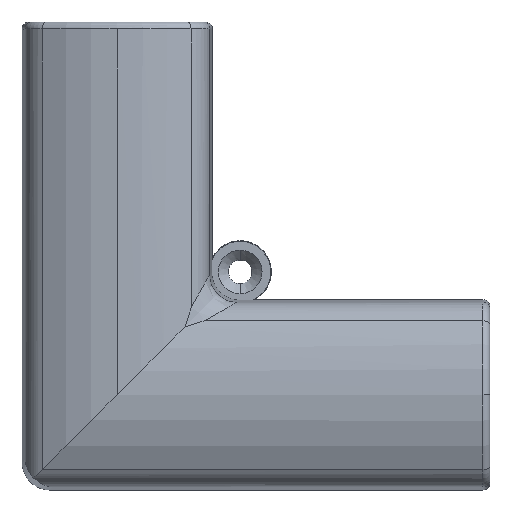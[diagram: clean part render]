
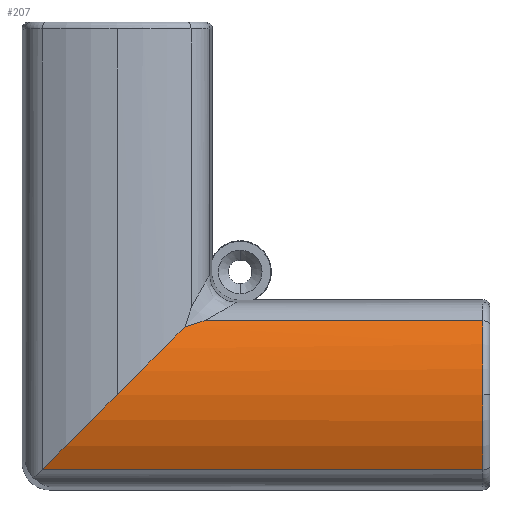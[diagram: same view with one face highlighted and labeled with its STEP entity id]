
A CAD part, top view. The second image highlights one B-rep face of the part: STEP entity #207.
In plain terms, the highlighted cylindrical face has radius 22.6 mm (diameter 45.2 mm), a partial arc.
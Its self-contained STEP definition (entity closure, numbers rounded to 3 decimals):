
#9 =( BOUNDED_CURVE ( )  B_SPLINE_CURVE ( 3, ( #2780, #2087, #1338, #914 ),
 .UNSPECIFIED., .F., .T. ) 
 B_SPLINE_CURVE_WITH_KNOTS ( ( 4, 4 ),
 ( 4.264, 4.712 ),
 .UNSPECIFIED. ) 
 CURVE ( )  GEOMETRIC_REPRESENTATION_ITEM ( )  RATIONAL_B_SPLINE_CURVE ( ( 1., 0.983, 0.983, 1. ) ) 
 REPRESENTATION_ITEM ( '' )  );
#32 = EDGE_LOOP ( 'NONE', ( #2754, #1983, #1350, #2577, #2797, #3055, #1434 ) ) ;
#79 = CARTESIAN_POINT ( 'NONE',  ( 39., 0., -3.8 ) ) ;
#93 = DIRECTION ( 'NONE',  ( 0., 0., 1. ) ) ;
#111 = CARTESIAN_POINT ( 'NONE',  ( -1.202, 10.632, 16.143 ) ) ;
#180 = CARTESIAN_POINT ( 'NONE',  ( -3.918, 9.798, 16.566 ) ) ;
#207 = ADVANCED_FACE ( 'NONE', ( #2262 ), #650, .T. ) ;
#218 = CARTESIAN_POINT ( 'NONE',  ( -13.716, 0., 18.8 ) ) ;
#245 = LINE ( 'NONE', #555, #1717 ) ;
#307 = DIRECTION ( 'NONE',  ( 0., 0., 1. ) ) ;
#381 = VERTEX_POINT ( 'NONE', #2644 ) ;
#455 = CARTESIAN_POINT ( 'NONE',  ( -30.275, 0., -3.8 ) ) ;
#496 = EDGE_CURVE ( 'NONE', #1294, #742, #9, .T. ) ;
#542 = CARTESIAN_POINT ( 'NONE',  ( -3.918, 9.798, 16.566 ) ) ;
#555 = CARTESIAN_POINT ( 'NONE',  ( -30.275, -10.791, 16.057 ) ) ;
#577 = DIRECTION ( 'NONE',  ( 1., 0., 0. ) ) ;
#650 = CYLINDRICAL_SURFACE ( 'NONE', #1102, 22.6 ) ;
#666 = B_SPLINE_CURVE_WITH_KNOTS ( 'NONE', 3,
 ( #111, #2481, #1297, #542 ),
 .UNSPECIFIED., .F., .F.,
 ( 4, 4 ),
 ( 0., 0.003 ),
 .UNSPECIFIED. ) ;
#675 = CIRCLE ( 'NONE', #1232, 22.6 ) ;
#742 = VERTEX_POINT ( 'NONE', #218 ) ;
#798 = CARTESIAN_POINT ( 'NONE',  ( 39., 0., -3.8 ) ) ;
#914 = CARTESIAN_POINT ( 'NONE',  ( -13.716, 0., 18.8 ) ) ;
#989 = VERTEX_POINT ( 'NONE', #1310 ) ;
#991 = DIRECTION ( 'NONE',  ( 1., 0., 0. ) ) ;
#1102 = AXIS2_PLACEMENT_3D ( 'NONE', #455, #2524, #1117 ) ;
#1117 = DIRECTION ( 'NONE',  ( 0., 1., 0. ) ) ;
#1140 = EDGE_CURVE ( 'NONE', #742, #2048, #2239, .T. ) ;
#1180 = CARTESIAN_POINT ( 'NONE',  ( -24.507, -10.791, 16.057 ) ) ;
#1232 = AXIS2_PLACEMENT_3D ( 'NONE', #798, #2213, #93 ) ;
#1240 = CARTESIAN_POINT ( 'NONE',  ( -24.507, -10.791, 16.057 ) ) ;
#1263 = EDGE_CURVE ( 'NONE', #381, #2196, #2884, .T. ) ;
#1294 = VERTEX_POINT ( 'NONE', #180 ) ;
#1297 = CARTESIAN_POINT ( 'NONE',  ( -3.011, 10.075, 16.433 ) ) ;
#1310 = CARTESIAN_POINT ( 'NONE',  ( 39., 0., 18.8 ) ) ;
#1338 = CARTESIAN_POINT ( 'NONE',  ( -10.309, 3.407, 18.8 ) ) ;
#1350 = ORIENTED_EDGE ( 'NONE', *, *, #496, .T. ) ;
#1361 = VERTEX_POINT ( 'NONE', #3003 ) ;
#1421 = CARTESIAN_POINT ( 'NONE',  ( -13.716, 0., 18.8 ) ) ;
#1434 = ORIENTED_EDGE ( 'NONE', *, *, #2335, .T. ) ;
#1486 = DIRECTION ( 'NONE',  ( -1., 0., 0. ) ) ;
#1717 = VECTOR ( 'NONE', #991, 1000. ) ;
#1866 = EDGE_CURVE ( 'NONE', #381, #1294, #666, .T. ) ;
#1983 = ORIENTED_EDGE ( 'NONE', *, *, #1866, .T. ) ;
#2038 = CARTESIAN_POINT ( 'NONE',  ( 39., 10.632, 16.143 ) ) ;
#2048 = VERTEX_POINT ( 'NONE', #1240 ) ;
#2087 = CARTESIAN_POINT ( 'NONE',  ( -6.988, 6.728, 18.043 ) ) ;
#2095 = CARTESIAN_POINT ( 'NONE',  ( -21.178, -7.462, 17.867 ) ) ;
#2113 = CIRCLE ( 'NONE', #2804, 22.6 ) ;
#2196 = VERTEX_POINT ( 'NONE', #2038 ) ;
#2213 = DIRECTION ( 'NONE',  ( -1., 0., 0. ) ) ;
#2239 =( BOUNDED_CURVE ( )  B_SPLINE_CURVE ( 3, ( #1421, #3038, #2095, #1180 ),
 .UNSPECIFIED., .F., .T. ) 
 B_SPLINE_CURVE_WITH_KNOTS ( ( 4, 4 ),
 ( 4.712, 5.21 ),
 .UNSPECIFIED. ) 
 CURVE ( )  GEOMETRIC_REPRESENTATION_ITEM ( )  RATIONAL_B_SPLINE_CURVE ( ( 1., 0.979, 0.979, 1. ) ) 
 REPRESENTATION_ITEM ( '' )  );
#2262 = FACE_OUTER_BOUND ( 'NONE', #32, .T. ) ;
#2335 = EDGE_CURVE ( 'NONE', #989, #2196, #675, .T. ) ;
#2481 = CARTESIAN_POINT ( 'NONE',  ( -2.104, 10.348, 16.295 ) ) ;
#2524 = DIRECTION ( 'NONE',  ( 1., 0., 0. ) ) ;
#2541 = VECTOR ( 'NONE', #577, 1000. ) ;
#2577 = ORIENTED_EDGE ( 'NONE', *, *, #1140, .T. ) ;
#2583 = EDGE_CURVE ( 'NONE', #2048, #1361, #245, .T. ) ;
#2587 = EDGE_CURVE ( 'NONE', #1361, #989, #2113, .T. ) ;
#2644 = CARTESIAN_POINT ( 'NONE',  ( -1.202, 10.632, 16.143 ) ) ;
#2688 = CARTESIAN_POINT ( 'NONE',  ( -30.275, 10.632, 16.143 ) ) ;
#2754 = ORIENTED_EDGE ( 'NONE', *, *, #1263, .F. ) ;
#2780 = CARTESIAN_POINT ( 'NONE',  ( -3.918, 9.798, 16.566 ) ) ;
#2797 = ORIENTED_EDGE ( 'NONE', *, *, #2583, .T. ) ;
#2804 = AXIS2_PLACEMENT_3D ( 'NONE', #79, #1486, #307 ) ;
#2884 = LINE ( 'NONE', #2688, #2541 ) ;
#3003 = CARTESIAN_POINT ( 'NONE',  ( 39., -10.791, 16.057 ) ) ;
#3038 = CARTESIAN_POINT ( 'NONE',  ( -17.505, -3.789, 18.8 ) ) ;
#3055 = ORIENTED_EDGE ( 'NONE', *, *, #2587, .T. ) ;
